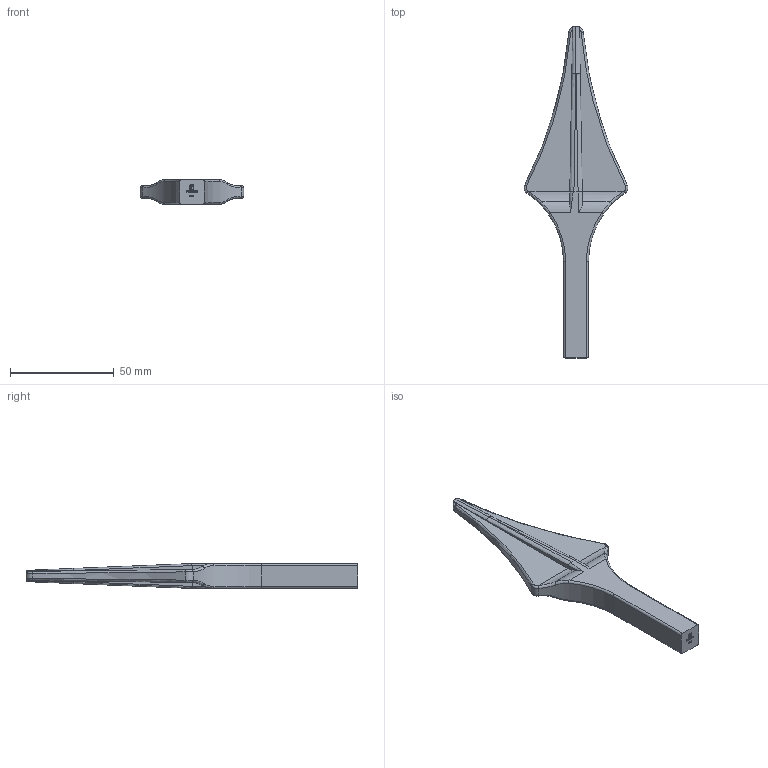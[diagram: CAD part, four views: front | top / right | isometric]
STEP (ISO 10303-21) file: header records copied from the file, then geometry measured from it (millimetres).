
FILE_DESCRIPTION (( 'STEP AP203' ), '1' );
FILE_NAME ('3231.step', '2023-09-28T10:42:54', ( '' ), ( '' ), 'SwSTEP 2.0', 'SolidWorks 2018', '' );
FILE_SCHEMA (( 'CONFIG_CONTROL_DESIGN' ));
Length unit declared in the file: millimetre
Products named in the file (1): 3231
Bounding box: 50 x 160 x 12 mm (x, y, z)
Volume: 26199 mm3; surface area: 9594.1 mm2
Topology: 1 solids, 1 shells, 296 faces, 792 edges, 514 vertices
Faces by surface type: bspline 140, plane 133, cylinder 19, torus 4
Entity records: 14566 total; most frequent: CARTESIAN_POINT 8178, ORIENTED_EDGE 1584, DIRECTION 844, EDGE_CURVE 792, VERTEX_POINT 514, LINE 434, VECTOR 434, EDGE_LOOP 312
